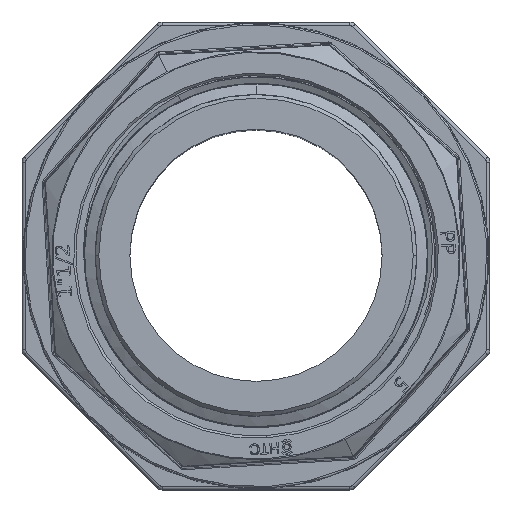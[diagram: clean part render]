
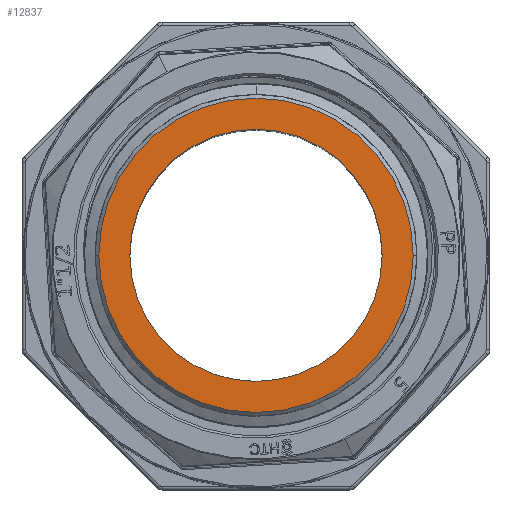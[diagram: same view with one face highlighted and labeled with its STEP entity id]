
A CAD part, top view. The second image highlights one B-rep face of the part: STEP entity #12837.
In plain terms, the highlighted planar face has unit normal (0, 0, 1).
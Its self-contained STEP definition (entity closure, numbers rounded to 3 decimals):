
#1146 = CARTESIAN_POINT ( 'NONE',  ( 0., 0., 74.5 ) ) ;
#1151 = EDGE_LOOP ( 'NONE', ( #4620, #14076 ) ) ;
#1512 = FACE_BOUND ( 'NONE', #17260, .T. ) ;
#1728 = CARTESIAN_POINT ( 'NONE',  ( 0., 0., 74.5 ) ) ;
#2518 = CARTESIAN_POINT ( 'NONE',  ( -21.5, 0., 74.5 ) ) ;
#3068 = AXIS2_PLACEMENT_3D ( 'NONE', #1728, #7502, #22010 ) ;
#3145 = CARTESIAN_POINT ( 'NONE',  ( -17.25, 0., 74.5 ) ) ;
#3214 = AXIS2_PLACEMENT_3D ( 'NONE', #33133, #24397, #4854 ) ;
#4394 = CARTESIAN_POINT ( 'NONE',  ( 0., 0., 74.5 ) ) ;
#4620 = ORIENTED_EDGE ( 'NONE', *, *, #21462, .T. ) ;
#4854 = DIRECTION ( 'NONE',  ( 1., 0., 0. ) ) ;
#5499 = VERTEX_POINT ( 'NONE', #3145 ) ;
#7483 = EDGE_CURVE ( 'NONE', #26996, #26253, #26824, .T. ) ;
#7502 = DIRECTION ( 'NONE',  ( 0., 0., 1. ) ) ;
#9709 = PLANE ( 'NONE',  #23786 ) ;
#9891 = FACE_OUTER_BOUND ( 'NONE', #1151, .T. ) ;
#9977 = ORIENTED_EDGE ( 'NONE', *, *, #25768, .F. ) ;
#11060 = AXIS2_PLACEMENT_3D ( 'NONE', #15817, #13019, #29582 ) ;
#12837 = ADVANCED_FACE ( 'NONE', ( #1512, #9891 ), #9709, .T. ) ;
#13019 = DIRECTION ( 'NONE',  ( 0., 0., 1. ) ) ;
#13381 = CIRCLE ( 'NONE', #16945, 21.5 ) ;
#14076 = ORIENTED_EDGE ( 'NONE', *, *, #7483, .T. ) ;
#14213 = ORIENTED_EDGE ( 'NONE', *, *, #15522, .F. ) ;
#15522 = EDGE_CURVE ( 'NONE', #30283, #5499, #27703, .T. ) ;
#15817 = CARTESIAN_POINT ( 'NONE',  ( 0., 0., 74.5 ) ) ;
#16128 = DIRECTION ( 'NONE',  ( 0., 0., 1. ) ) ;
#16945 = AXIS2_PLACEMENT_3D ( 'NONE', #4394, #16128, #27096 ) ;
#17260 = EDGE_LOOP ( 'NONE', ( #9977, #14213 ) ) ;
#19242 = CIRCLE ( 'NONE', #3214, 17.25 ) ;
#21177 = CARTESIAN_POINT ( 'NONE',  ( 17.25, 0., 74.5 ) ) ;
#21239 = DIRECTION ( 'NONE',  ( 0., 0., 1. ) ) ;
#21462 = EDGE_CURVE ( 'NONE', #26253, #26996, #13381, .T. ) ;
#22010 = DIRECTION ( 'NONE',  ( 1., 0., 0. ) ) ;
#22570 = CARTESIAN_POINT ( 'NONE',  ( 21.5, 0., 74.5 ) ) ;
#23786 = AXIS2_PLACEMENT_3D ( 'NONE', #1146, #21239, #35183 ) ;
#24397 = DIRECTION ( 'NONE',  ( 0., 0., 1. ) ) ;
#25768 = EDGE_CURVE ( 'NONE', #5499, #30283, #19242, .T. ) ;
#26253 = VERTEX_POINT ( 'NONE', #2518 ) ;
#26824 = CIRCLE ( 'NONE', #3068, 21.5 ) ;
#26996 = VERTEX_POINT ( 'NONE', #22570 ) ;
#27096 = DIRECTION ( 'NONE',  ( 1., 0., 0. ) ) ;
#27703 = CIRCLE ( 'NONE', #11060, 17.25 ) ;
#29582 = DIRECTION ( 'NONE',  ( 1., 0., 0. ) ) ;
#30283 = VERTEX_POINT ( 'NONE', #21177 ) ;
#33133 = CARTESIAN_POINT ( 'NONE',  ( 0., 0., 74.5 ) ) ;
#35183 = DIRECTION ( 'NONE',  ( 1., 0., 0. ) ) ;
